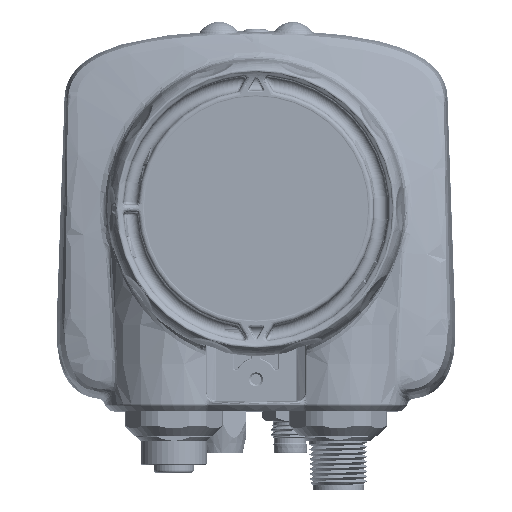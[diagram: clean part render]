
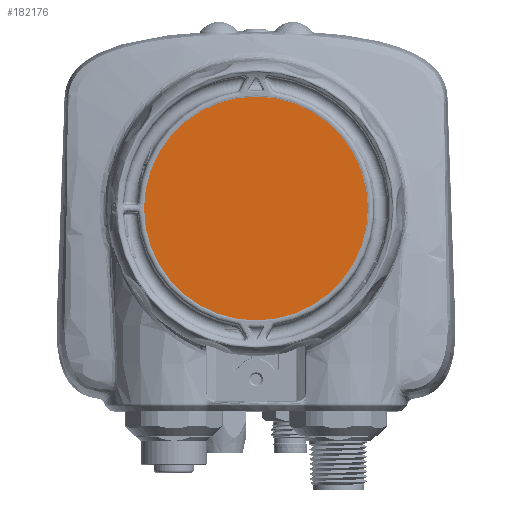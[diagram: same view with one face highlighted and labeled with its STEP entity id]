
A CAD part, top view. The second image highlights one B-rep face of the part: STEP entity #182176.
In plain terms, the highlighted planar face has unit normal (0, 0, 1).
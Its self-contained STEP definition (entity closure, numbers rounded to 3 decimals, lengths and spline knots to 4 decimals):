
#68469=CARTESIAN_POINT('',(0.,0.0492,1.4547));
#68470=DIRECTION('',(0.,0.,-1.));
#68471=DIRECTION('',(0.,1.,0.));
#68472=AXIS2_PLACEMENT_3D('',#68469,#68470,#68471);
#68474=CARTESIAN_POINT('',(0.,0.0492,1.4547));
#68475=DIRECTION('',(0.,0.,-1.));
#68476=DIRECTION('',(0.,-1.,0.));
#68477=AXIS2_PLACEMENT_3D('',#68474,#68475,#68476);
#104182=CARTESIAN_POINT('',(0.,0.9461,1.4547));
#104183=CARTESIAN_POINT('',(0.,-0.8477,1.4547));
#104184=VERTEX_POINT('',#104182);
#104185=VERTEX_POINT('',#104183);
#182167=CARTESIAN_POINT('',(0.,0.0492,1.4547));
#182168=DIRECTION('',(0.,0.,1.));
#182169=DIRECTION('',(0.,1.,0.));
#182170=AXIS2_PLACEMENT_3D('',#182167,#182168,#182169);
#182171=PLANE('',#182170);
#182172=ORIENTED_EDGE('',*,*,#182161,.T.);
#182173=ORIENTED_EDGE('',*,*,#182147,.T.);
#182174=EDGE_LOOP('',(#182172,#182173));
#182175=FACE_OUTER_BOUND('',#182174,.F.);
#182176=ADVANCED_FACE('',(#182175),#182171,.T.);
#68473=CIRCLE('',#68472,0.8969);
#68478=CIRCLE('',#68477,0.8969);
#182147=EDGE_CURVE('',#104185,#104184,#68478,.T.);
#182161=EDGE_CURVE('',#104184,#104185,#68473,.T.);
